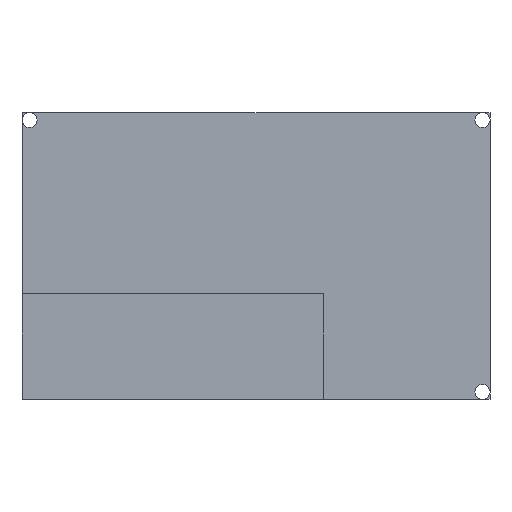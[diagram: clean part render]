
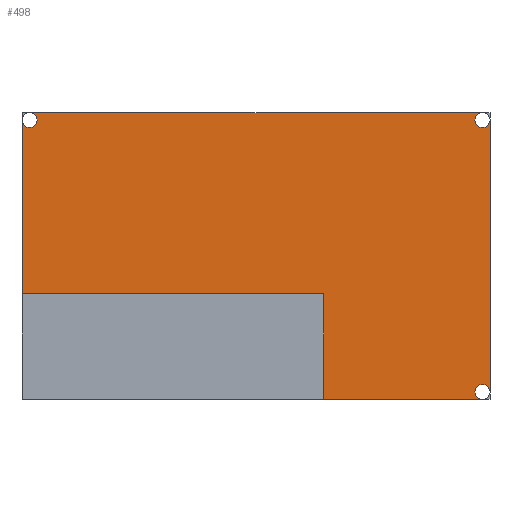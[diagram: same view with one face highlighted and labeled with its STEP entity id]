
A CAD part, front view. The second image highlights one B-rep face of the part: STEP entity #498.
In plain terms, the highlighted planar face has unit normal (0, -1, 0).
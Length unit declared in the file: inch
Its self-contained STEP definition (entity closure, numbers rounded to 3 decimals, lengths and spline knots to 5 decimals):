
#23=PLANE('',#552);
#51=FACE_OUTER_BOUND('',#82,.T.);
#82=EDGE_LOOP('',(#376,#377,#378,#379,#380,#381,#382,#383,#384));
#108=CIRCLE('',#542,0.0625);
#110=CIRCLE('',#545,0.0625);
#112=CIRCLE('',#548,0.0625);
#137=LINE('',#779,#194);
#138=LINE('',#781,#195);
#139=LINE('',#782,#196);
#140=LINE('',#784,#197);
#141=LINE('',#786,#198);
#142=LINE('',#787,#199);
#194=VECTOR('',#625,0.3937);
#195=VECTOR('',#628,0.3937);
#196=VECTOR('',#629,0.3937);
#197=VECTOR('',#630,0.3937);
#198=VECTOR('',#631,0.3937);
#199=VECTOR('',#632,0.3937);
#235=VERTEX_POINT('',#732);
#236=VERTEX_POINT('',#734);
#239=VERTEX_POINT('',#741);
#240=VERTEX_POINT('',#743);
#243=VERTEX_POINT('',#750);
#244=VERTEX_POINT('',#752);
#254=VERTEX_POINT('',#777);
#255=VERTEX_POINT('',#783);
#256=VERTEX_POINT('',#785);
#281=EDGE_CURVE('',#236,#235,#108,.T.);
#285=EDGE_CURVE('',#240,#239,#110,.T.);
#289=EDGE_CURVE('',#244,#243,#112,.T.);
#303=EDGE_CURVE('',#239,#254,#137,.T.);
#304=EDGE_CURVE('',#235,#244,#138,.T.);
#305=EDGE_CURVE('',#243,#240,#139,.T.);
#306=EDGE_CURVE('',#254,#255,#140,.T.);
#307=EDGE_CURVE('',#255,#256,#141,.T.);
#308=EDGE_CURVE('',#256,#236,#142,.T.);
#376=ORIENTED_EDGE('',*,*,#281,.T.);
#377=ORIENTED_EDGE('',*,*,#304,.T.);
#378=ORIENTED_EDGE('',*,*,#289,.T.);
#379=ORIENTED_EDGE('',*,*,#305,.T.);
#380=ORIENTED_EDGE('',*,*,#285,.T.);
#381=ORIENTED_EDGE('',*,*,#303,.T.);
#382=ORIENTED_EDGE('',*,*,#306,.T.);
#383=ORIENTED_EDGE('',*,*,#307,.T.);
#384=ORIENTED_EDGE('',*,*,#308,.T.);
#498=ADVANCED_FACE('',(#51),#23,.F.);
#542=AXIS2_PLACEMENT_3D('',#735,#589,#590);
#545=AXIS2_PLACEMENT_3D('',#744,#597,#598);
#548=AXIS2_PLACEMENT_3D('',#753,#605,#606);
#552=AXIS2_PLACEMENT_3D('',#780,#626,#627);
#589=DIRECTION('center_axis',(0.,1.,0.));
#590=DIRECTION('ref_axis',(0.,0.,1.));
#597=DIRECTION('center_axis',(0.,1.,0.));
#598=DIRECTION('ref_axis',(0.,0.,1.));
#605=DIRECTION('center_axis',(0.,1.,0.));
#606=DIRECTION('ref_axis',(0.,0.,1.));
#625=DIRECTION('',(0.,0.,-1.));
#626=DIRECTION('center_axis',(0.,1.,0.));
#627=DIRECTION('ref_axis',(1.,0.,0.));
#628=DIRECTION('',(0.,0.,1.));
#629=DIRECTION('',(-1.,0.,0.));
#630=DIRECTION('',(1.,0.,0.));
#631=DIRECTION('',(0.,0.,-1.));
#632=DIRECTION('',(1.,0.,0.));
#732=CARTESIAN_POINT('',(0.,0.,-2.3125));
#734=CARTESIAN_POINT('',(-0.0625,0.,-2.375));
#735=CARTESIAN_POINT('Origin',(-0.0625,0.,-2.3125));
#741=CARTESIAN_POINT('',(-3.875,0.,-0.0625));
#743=CARTESIAN_POINT('',(-3.8125,0.,0.));
#744=CARTESIAN_POINT('Origin',(-3.8125,0.,-0.0625));
#750=CARTESIAN_POINT('',(-0.0625,0.,0.));
#752=CARTESIAN_POINT('',(0.,0.,-0.0625));
#753=CARTESIAN_POINT('Origin',(-0.0625,0.,-0.0625));
#777=CARTESIAN_POINT('',(-3.875,0.,-1.5));
#779=CARTESIAN_POINT('',(-3.875,0.,0.));
#780=CARTESIAN_POINT('Origin',(-1.9375,0.,-1.1875));
#781=CARTESIAN_POINT('',(0.,0.,-2.375));
#782=CARTESIAN_POINT('',(0.,0.,0.));
#783=CARTESIAN_POINT('',(-1.375,0.,-1.5));
#784=CARTESIAN_POINT('',(-1.65625,0.,-1.5));
#785=CARTESIAN_POINT('',(-1.375,0.,-2.375));
#786=CARTESIAN_POINT('',(-1.375,0.,-1.78125));
#787=CARTESIAN_POINT('',(-3.875,0.,-2.375));
